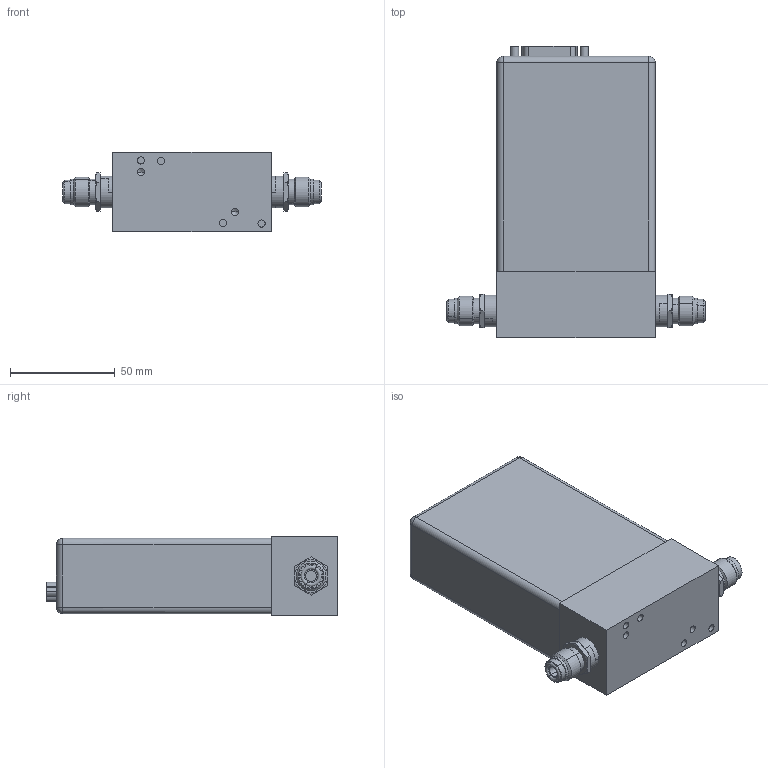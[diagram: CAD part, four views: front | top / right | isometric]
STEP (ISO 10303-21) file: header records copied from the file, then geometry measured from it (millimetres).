
FILE_DESCRIPTION((''),'2;1');
FILE_NAME('640B_4VCR_15PIN','2015-05-28T',('cockrofm'),(''),'PRO/ENGINEER BY PARAMETRIC TECHNOLOGY CORPORATION, 2011490','PRO/ENGINEER BY PARAMETRIC TECHNOLOGY CORPORATION, 2011490','');
FILE_SCHEMA(('CONFIG_CONTROL_DESIGN'));
Length unit declared in the file: inch
Products named in the file (1): 640B_4VCR_15PIN
Bounding box: 123.67 x 139.19 x 38.1 mm (x, y, z)
Volume: 375915.8 mm3; surface area: 40683 mm2
Topology: 1 solids, 1 shells, 239 faces, 543 edges, 347 vertices
Faces by surface type: cylinder 106, plane 89, cone 36, sphere 4, torus 4
Entity records: 6892 total; most frequent: CARTESIAN_POINT 1335, DIRECTION 1242, ORIENTED_EDGE 1070, EDGE_CURVE 535, AXIS2_PLACEMENT_3D 516, VERTEX_POINT 347, EDGE_LOOP 288, CIRCLE 277
